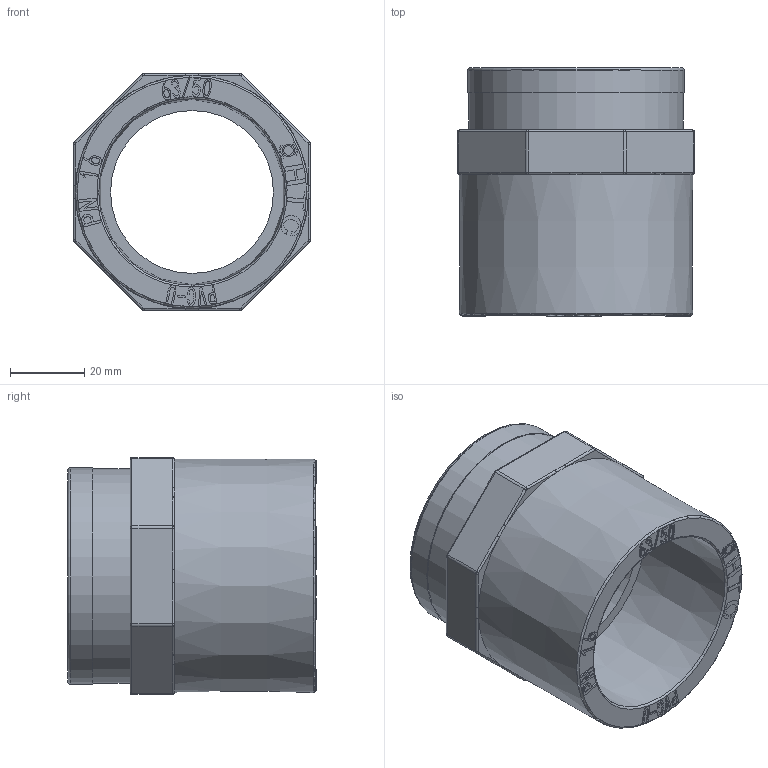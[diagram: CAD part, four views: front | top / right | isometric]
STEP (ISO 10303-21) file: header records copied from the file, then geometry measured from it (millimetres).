
FILE_DESCRIPTION(/* description */ (''),/* implementation_level */ '2;1');
FILE_NAME(/* name */ 'AF0351.063.050.step',/* time_stamp */ '2026-01-22T10:08:53+01:00',/* author */ (''),/* organization */ (''),/* preprocessor_version */ 'ST-DEVELOPER v20.1',/* originating_system */ 'Autodesk Translation Framework v14.21.0.0',/* authorisation */ '');
FILE_SCHEMA (('AUTOMOTIVE_DESIGN { 1 0 10303 214 3 1 1 }'));
Length unit declared in the file: millimetre
Products named in the file (1): AF0351.063.050
Bounding box: 64 x 67.12 x 64 mm (x, y, z)
Volume: 83916.9 mm3; surface area: 32968 mm2
Topology: 2 solids, 2 shells, 860 faces, 2425 edges, 1598 vertices
Faces by surface type: plane 754, cylinder 63, bspline 35, torus 6, cone 2
Full cylindrical faces by diameter (mm): 2.515 x1, 3.353 x1, 44 x1, 44.845 x8, 47.803 x8, 48.59 x1, 50 x1, 57.769 x1, 58 x1, 58.411 x1
Entity records: 32582 total; most frequent: CARTESIAN_POINT 10438, ORIENTED_EDGE 4850, DIRECTION 4137, EDGE_CURVE 2425, LINE 2209, VECTOR 2209, VERTEX_POINT 1598, AXIS2_PLACEMENT_3D 964
